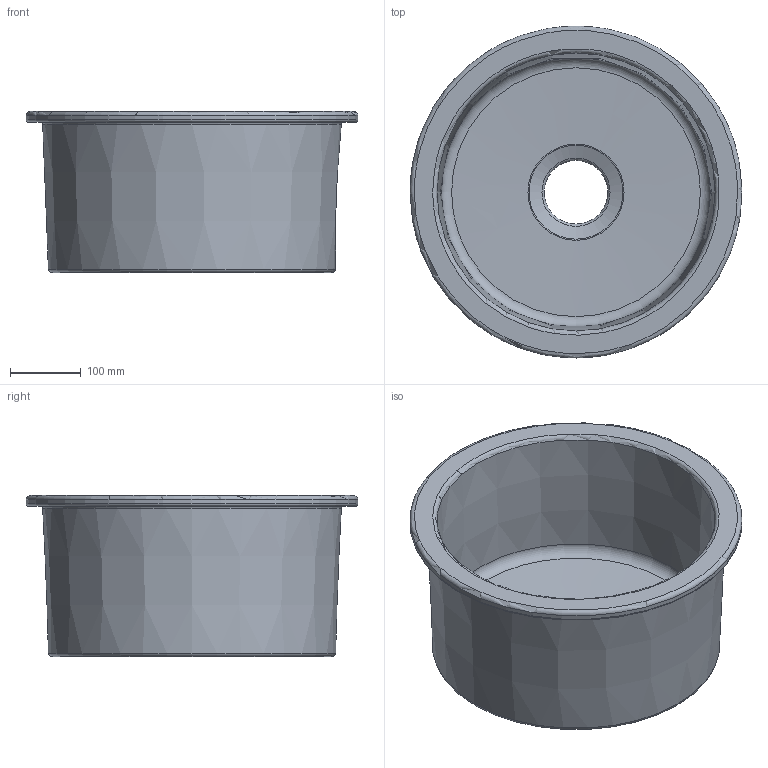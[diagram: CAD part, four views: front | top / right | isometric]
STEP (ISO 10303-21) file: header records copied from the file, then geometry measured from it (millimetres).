
FILE_DESCRIPTION(/* description */ (''),/* implementation_level */ '2;1');
FILE_NAME(/* name */ '1361 18.5X9 TA(Tezgah altı)SİLİNDİRİK OFFSET SİFON.stp',/* time_stamp */ '2016-10-19T09:55:24+03:00',/* author */ (''),/* organization */ (''),/* preprocessor_version */ 'ST-DEVELOPER v16',/* originating_system */ 'SIEMENS PLM Software NX 10.0',/* authorisation */ '');
FILE_SCHEMA (('AP203_CONFIGURATION_CONTROLLED_3D_DESIGN_OF_MECHANICAL_PARTS_AND_ASSEMBLIES_MIM_LF { 1 0 10303 403 2 1 2}'));
Length unit declared in the file: millimetre
Products named in the file (1): Cosk54B82AA891ci
Bounding box: 470 x 470 x 228 mm (x, y, z)
Volume: 7036297.9 mm3; surface area: 859872.9 mm2
Topology: 1 solids, 1 shells, 24 faces, 50 edges, 30 vertices
Faces by surface type: torus 9, revolution 5, plane 4, cone 4, cylinder 2
Full cylindrical faces by diameter (mm): 90.134 x1, 470 x1
Entity records: 1520 total; most frequent: CARTESIAN_POINT 1019, DIRECTION 89, FACE_BOUND 48, EDGE_LOOP 48, ORIENTED_EDGE 48, AXIS2_PLACEMENT_3D 42, ADVANCED_FACE 24, VERTEX_POINT 24
